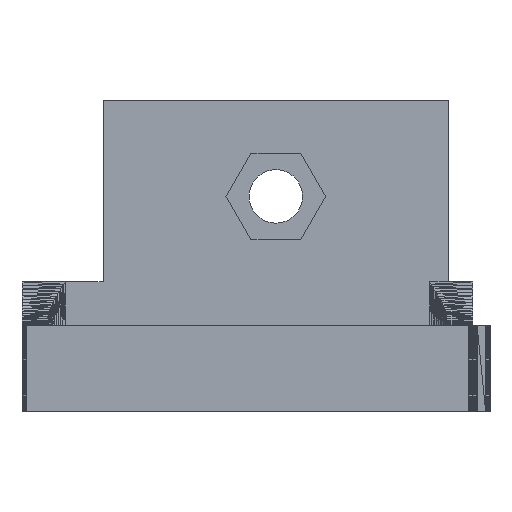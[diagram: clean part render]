
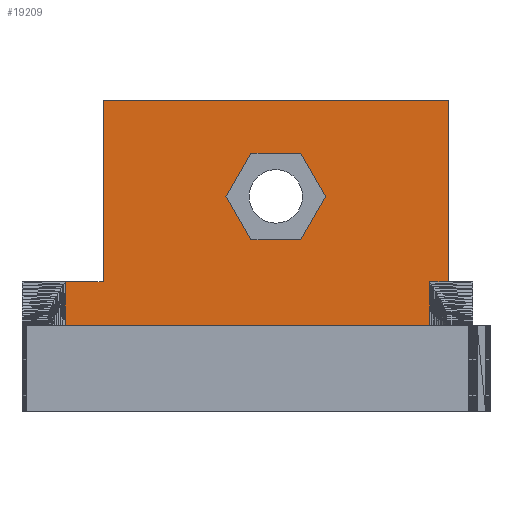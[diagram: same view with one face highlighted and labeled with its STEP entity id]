
A CAD part, left-side view. The second image highlights one B-rep face of the part: STEP entity #19209.
In plain terms, the highlighted planar face has unit normal (-1, 0, 0).
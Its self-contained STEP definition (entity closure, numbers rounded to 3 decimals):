
#20=FACE_BOUND('',#1662,.T.);
#45=FACE_OUTER_BOUND('',#1661,.T.);
#1661=EDGE_LOOP('',(#12353,#12354,#12355,#12356,#12357,#12358,#12359,#12360));
#1662=EDGE_LOOP('',(#12361,#12362,#12363,#12364,#12365,#12366));
#3259=LINE('',#28328,#5912);
#3263=LINE('',#28336,#5916);
#3266=LINE('',#28342,#5919);
#3269=LINE('',#28348,#5922);
#3272=LINE('',#28354,#5925);
#3275=LINE('',#28359,#5928);
#3280=LINE('',#28379,#5933);
#3288=LINE('',#28394,#5941);
#3289=LINE('',#28396,#5942);
#3308=LINE('',#28434,#5961);
#3309=LINE('',#28437,#5962);
#3310=LINE('',#28439,#5963);
#3311=LINE('',#28441,#5964);
#3312=LINE('',#28442,#5965);
#5912=VECTOR('',#22439,10.);
#5916=VECTOR('',#22445,10.);
#5919=VECTOR('',#22450,10.);
#5922=VECTOR('',#22455,10.);
#5925=VECTOR('',#22460,10.);
#5928=VECTOR('',#22465,10.);
#5933=VECTOR('',#22486,10.);
#5941=VECTOR('',#22498,10.);
#5942=VECTOR('',#22501,10.);
#5961=VECTOR('',#22530,10.);
#5962=VECTOR('',#22533,10.);
#5963=VECTOR('',#22534,10.);
#5964=VECTOR('',#22535,10.);
#5965=VECTOR('',#22536,10.);
#8565=VERTEX_POINT('',#28326);
#8566=VERTEX_POINT('',#28327);
#8569=VERTEX_POINT('',#28335);
#8571=VERTEX_POINT('',#28341);
#8573=VERTEX_POINT('',#28347);
#8575=VERTEX_POINT('',#28353);
#8581=VERTEX_POINT('',#28375);
#8583=VERTEX_POINT('',#28378);
#8587=VERTEX_POINT('',#28390);
#8588=VERTEX_POINT('',#28392);
#8602=VERTEX_POINT('',#28432);
#8603=VERTEX_POINT('',#28436);
#8604=VERTEX_POINT('',#28438);
#8605=VERTEX_POINT('',#28440);
#9609=EDGE_CURVE('',#8565,#8566,#3259,.T.);
#9613=EDGE_CURVE('',#8569,#8565,#3263,.T.);
#9616=EDGE_CURVE('',#8571,#8569,#3266,.T.);
#9619=EDGE_CURVE('',#8573,#8571,#3269,.T.);
#9622=EDGE_CURVE('',#8575,#8573,#3272,.T.);
#9625=EDGE_CURVE('',#8566,#8575,#3275,.T.);
#9634=EDGE_CURVE('',#8581,#8583,#3280,.T.);
#9642=EDGE_CURVE('',#8587,#8588,#3288,.T.);
#9643=EDGE_CURVE('',#8583,#8588,#3289,.T.);
#9662=EDGE_CURVE('',#8602,#8581,#3308,.T.);
#9663=EDGE_CURVE('',#8602,#8603,#3309,.T.);
#9664=EDGE_CURVE('',#8604,#8603,#3310,.T.);
#9665=EDGE_CURVE('',#8604,#8605,#3311,.T.);
#9666=EDGE_CURVE('',#8605,#8587,#3312,.T.);
#12353=ORIENTED_EDGE('',*,*,#9662,.F.);
#12354=ORIENTED_EDGE('',*,*,#9663,.T.);
#12355=ORIENTED_EDGE('',*,*,#9664,.F.);
#12356=ORIENTED_EDGE('',*,*,#9665,.T.);
#12357=ORIENTED_EDGE('',*,*,#9666,.T.);
#12358=ORIENTED_EDGE('',*,*,#9642,.T.);
#12359=ORIENTED_EDGE('',*,*,#9643,.F.);
#12360=ORIENTED_EDGE('',*,*,#9634,.F.);
#12361=ORIENTED_EDGE('',*,*,#9609,.T.);
#12362=ORIENTED_EDGE('',*,*,#9625,.T.);
#12363=ORIENTED_EDGE('',*,*,#9622,.T.);
#12364=ORIENTED_EDGE('',*,*,#9619,.T.);
#12365=ORIENTED_EDGE('',*,*,#9616,.T.);
#12366=ORIENTED_EDGE('',*,*,#9613,.T.);
#17596=PLANE('',#20840);
#19209=ADVANCED_FACE('',(#45,#20),#17596,.T.);
#20840=AXIS2_PLACEMENT_3D('',#28435,#22531,#22532);
#22439=DIRECTION('',(0.,0.5,-0.866));
#22445=DIRECTION('',(0.,-0.5,-0.866));
#22450=DIRECTION('',(0.,-1.,0.));
#22455=DIRECTION('',(0.,-0.5,0.866));
#22460=DIRECTION('',(0.,0.5,0.866));
#22465=DIRECTION('',(0.,1.,0.));
#22486=DIRECTION('',(0.,0.,1.));
#22498=DIRECTION('',(0.,0.,1.));
#22501=DIRECTION('',(0.,-1.,0.));
#22530=DIRECTION('',(0.,-1.,0.));
#22531=DIRECTION('center_axis',(-1.,0.,0.));
#22532=DIRECTION('ref_axis',(0.,0.,1.));
#22533=DIRECTION('',(0.,0.,-1.));
#22534=DIRECTION('',(0.,1.,0.));
#22535=DIRECTION('',(0.,0.,1.));
#22536=DIRECTION('',(0.,-1.,0.));
#28326=CARTESIAN_POINT('',(18.936,14.032,24.9));
#28327=CARTESIAN_POINT('',(18.936,16.919,19.9));
#28328=CARTESIAN_POINT('',(18.936,15.754,21.917));
#28335=CARTESIAN_POINT('',(18.936,16.919,29.9));
#28336=CARTESIAN_POINT('',(18.936,10.745,19.208));
#28341=CARTESIAN_POINT('',(18.936,22.692,29.9));
#28342=CARTESIAN_POINT('',(18.936,12.346,29.9));
#28347=CARTESIAN_POINT('',(18.936,25.579,24.9));
#28348=CARTESIAN_POINT('',(18.936,25.857,24.417));
#28353=CARTESIAN_POINT('',(18.936,22.692,19.9));
#28354=CARTESIAN_POINT('',(18.936,17.962,11.708));
#28359=CARTESIAN_POINT('',(18.936,9.459,19.9));
#28375=CARTESIAN_POINT('',(18.936,39.805,15.));
#28378=CARTESIAN_POINT('',(18.936,39.805,36.));
#28379=CARTESIAN_POINT('',(18.936,39.805,15.));
#28390=CARTESIAN_POINT('',(18.936,-0.195,15.));
#28392=CARTESIAN_POINT('',(18.936,-0.195,36.));
#28394=CARTESIAN_POINT('',(18.936,-0.195,15.));
#28396=CARTESIAN_POINT('',(18.936,-0.195,36.));
#28432=CARTESIAN_POINT('',(18.936,44.2,15.));
#28434=CARTESIAN_POINT('',(18.936,-0.5,15.));
#28435=CARTESIAN_POINT('Origin',(18.936,2.,10.));
#28436=CARTESIAN_POINT('',(18.936,44.2,10.));
#28437=CARTESIAN_POINT('',(18.936,44.2,10.));
#28438=CARTESIAN_POINT('',(18.936,2.,10.));
#28439=CARTESIAN_POINT('',(18.936,2.,10.));
#28440=CARTESIAN_POINT('',(18.936,2.,15.));
#28441=CARTESIAN_POINT('',(18.936,2.,10.));
#28442=CARTESIAN_POINT('',(18.936,-0.5,15.));
